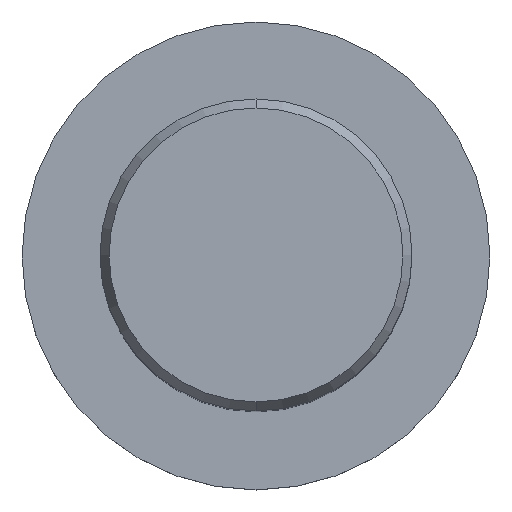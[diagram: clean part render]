
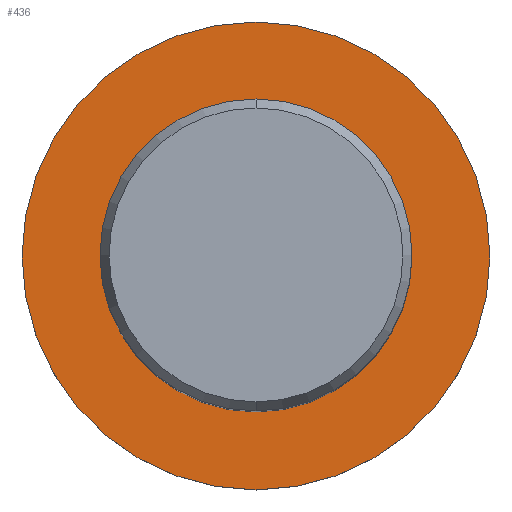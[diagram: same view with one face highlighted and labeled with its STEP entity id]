
A CAD part, top view. The second image highlights one B-rep face of the part: STEP entity #436.
In plain terms, the highlighted planar face has unit normal (0, 0, 1).
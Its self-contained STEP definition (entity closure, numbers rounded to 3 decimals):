
#316=EDGE_CURVE('',#646,#434,#779,.T.);
#360=EDGE_CURVE('',#384,#686,#829,.T.);
#384=VERTEX_POINT('',#854);
#434=VERTEX_POINT('',#905);
#436=ADVANCED_FACE('',(#907,#908),#909,.T.);
#596=EDGE_CURVE('',#434,#646,#1087,.T.);
#630=EDGE_CURVE('',#686,#384,#1125,.T.);
#646=VERTEX_POINT('',#1143);
#686=VERTEX_POINT('',#1186);
#779=CIRCLE('',#1324,24.0);
#829=CIRCLE('',#1448,16.0);
#854=CARTESIAN_POINT('',(0.,-16.0,-60.0));
#905=CARTESIAN_POINT('',(0.0,24.0,-60.0));
#907=FACE_BOUND('',#1617,.T.);
#908=FACE_OUTER_BOUND('',#1618,.T.);
#909=PLANE('',#1619);
#1087=CIRCLE('',#1917,24.0);
#1125=CIRCLE('',#1976,16.0);
#1143=CARTESIAN_POINT('',(0.,-24.0,-60.0));
#1186=CARTESIAN_POINT('',(0.0,16.0,-60.0));
#1324=AXIS2_PLACEMENT_3D('',#2197,#2198,#2199);
#1448=AXIS2_PLACEMENT_3D('',#2268,#2269,#2270);
#1617=EDGE_LOOP('',(#2342,#2343));
#1618=EDGE_LOOP('',(#2344,#2345));
#1619=AXIS2_PLACEMENT_3D('',#2346,#2347,#2348);
#1917=AXIS2_PLACEMENT_3D('',#2563,#2564,#2565);
#1976=AXIS2_PLACEMENT_3D('',#2617,#2618,#2619);
#2197=CARTESIAN_POINT('',(0.0,0.0,-60.0));
#2198=DIRECTION('',(0.0,0.0,-1.0));
#2199=DIRECTION('',(0.0,1.0,0.0));
#2268=CARTESIAN_POINT('',(0.0,0.0,-60.0));
#2269=DIRECTION('',(-0.0,0.0,-1.0));
#2270=DIRECTION('',(0.0,1.0,0.0));
#2342=ORIENTED_EDGE('',*,*,#630,.T.);
#2343=ORIENTED_EDGE('',*,*,#360,.T.);
#2344=ORIENTED_EDGE('',*,*,#596,.F.);
#2345=ORIENTED_EDGE('',*,*,#316,.F.);
#2346=CARTESIAN_POINT('',(0.0,12.0,-60.0));
#2347=DIRECTION('',(-0.0,0.0,1.0));
#2348=DIRECTION('',(0.0,-1.0,0.0));
#2563=CARTESIAN_POINT('',(0.0,0.0,-60.0));
#2564=DIRECTION('',(0.0,0.0,-1.0));
#2565=DIRECTION('',(0.0,1.0,0.0));
#2617=CARTESIAN_POINT('',(0.0,0.0,-60.0));
#2618=DIRECTION('',(-0.0,0.0,-1.0));
#2619=DIRECTION('',(0.0,1.0,0.0));
